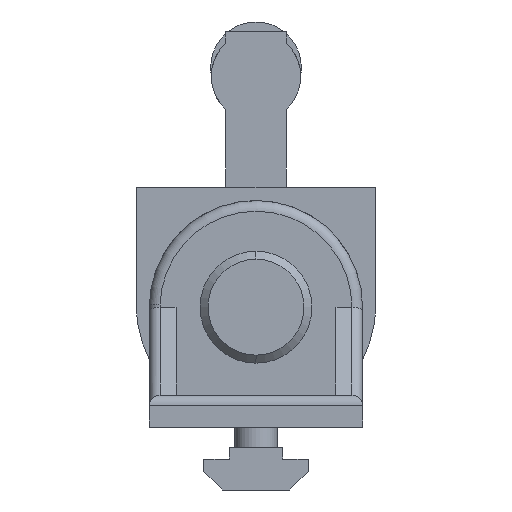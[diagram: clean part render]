
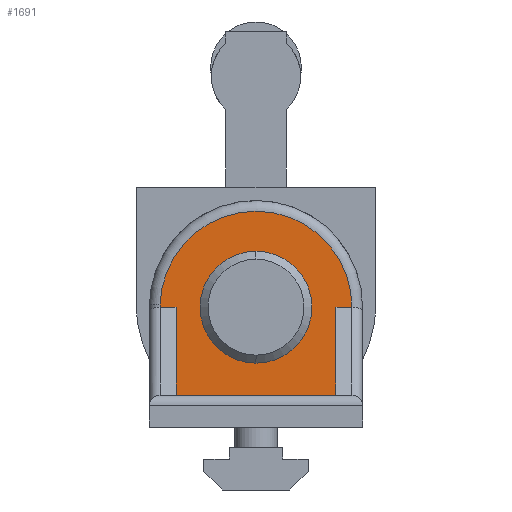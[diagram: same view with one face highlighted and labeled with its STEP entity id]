
A CAD part, left-side view. The second image highlights one B-rep face of the part: STEP entity #1691.
In plain terms, the highlighted planar face has unit normal (-1, 0, 0).
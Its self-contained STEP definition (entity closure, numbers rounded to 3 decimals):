
#4 = CARTESIAN_POINT ( 'NONE',  ( -51., -15., -16.5 ) ) ;
#140 = VERTEX_POINT ( 'NONE', #2221 ) ;
#207 = CIRCLE ( 'NONE', #4969, 10.5 ) ;
#389 = EDGE_CURVE ( 'NONE', #3254, #5673, #207, .T. ) ;
#475 = CARTESIAN_POINT ( 'NONE',  ( -51., 0., 0. ) ) ;
#567 = VERTEX_POINT ( 'NONE', #3861 ) ;
#578 = DIRECTION ( 'NONE',  ( 0., 0., 1. ) ) ;
#584 = CARTESIAN_POINT ( 'NONE',  ( -51., 15., -16.5 ) ) ;
#597 = EDGE_CURVE ( 'NONE', #567, #4088, #1759, .T. ) ;
#613 = LINE ( 'NONE', #3215, #1942 ) ;
#688 = CARTESIAN_POINT ( 'NONE',  ( -51., 15., 0. ) ) ;
#771 = ORIENTED_EDGE ( 'NONE', *, *, #389, .T. ) ;
#893 = CARTESIAN_POINT ( 'NONE',  ( -51., 15., -16.5 ) ) ;
#939 = CIRCLE ( 'NONE', #2159, 10.5 ) ;
#951 = EDGE_CURVE ( 'NONE', #3196, #2610, #4320, .T. ) ;
#986 = DIRECTION ( 'NONE',  ( -1., 0., 0. ) ) ;
#1077 = DIRECTION ( 'NONE',  ( 0., 1., 0. ) ) ;
#1117 = CARTESIAN_POINT ( 'NONE',  ( -51., -18., 0. ) ) ;
#1169 = VERTEX_POINT ( 'NONE', #3293 ) ;
#1285 = EDGE_LOOP ( 'NONE', ( #5731, #5583, #2100, #1965, #4667, #2958, #4325 ) ) ;
#1366 = DIRECTION ( 'NONE',  ( 0., 0., 1. ) ) ;
#1393 = EDGE_CURVE ( 'NONE', #1169, #3196, #613, .T. ) ;
#1412 = CARTESIAN_POINT ( 'NONE',  ( -51., 0., 10.5 ) ) ;
#1691 = ADVANCED_FACE ( 'NONE', ( #3651, #2583 ), #5276, .T. ) ;
#1701 = DIRECTION ( 'NONE',  ( 0., 0., 1. ) ) ;
#1759 = LINE ( 'NONE', #1117, #4957 ) ;
#1922 = DIRECTION ( 'NONE',  ( 1., 0., 0. ) ) ;
#1942 = VECTOR ( 'NONE', #2361, 1000. ) ;
#1965 = ORIENTED_EDGE ( 'NONE', *, *, #4707, .T. ) ;
#2023 = AXIS2_PLACEMENT_3D ( 'NONE', #3436, #4825, #1701 ) ;
#2100 = ORIENTED_EDGE ( 'NONE', *, *, #597, .F. ) ;
#2159 = AXIS2_PLACEMENT_3D ( 'NONE', #3301, #5145, #578 ) ;
#2213 = CARTESIAN_POINT ( 'NONE',  ( -51., 17.995, 0.403 ) ) ;
#2221 = CARTESIAN_POINT ( 'NONE',  ( -51., 18., 0. ) ) ;
#2258 = EDGE_CURVE ( 'NONE', #2664, #140, #3132, .T. ) ;
#2361 = DIRECTION ( 'NONE',  ( 0., 0., -1. ) ) ;
#2483 = DIRECTION ( 'NONE',  ( 0., 1., 0. ) ) ;
#2563 = CARTESIAN_POINT ( 'NONE',  ( -51., 0., 0. ) ) ;
#2583 = FACE_OUTER_BOUND ( 'NONE', #1285, .T. ) ;
#2610 = VERTEX_POINT ( 'NONE', #4 ) ;
#2664 = VERTEX_POINT ( 'NONE', #2213 ) ;
#2958 = ORIENTED_EDGE ( 'NONE', *, *, #3791, .F. ) ;
#3042 = ORIENTED_EDGE ( 'NONE', *, *, #5560, .T. ) ;
#3132 = CIRCLE ( 'NONE', #3354, 18. ) ;
#3184 = CARTESIAN_POINT ( 'NONE',  ( -51., -15., 0. ) ) ;
#3196 = VERTEX_POINT ( 'NONE', #893 ) ;
#3215 = CARTESIAN_POINT ( 'NONE',  ( -51., 15., 0. ) ) ;
#3254 = VERTEX_POINT ( 'NONE', #1412 ) ;
#3293 = CARTESIAN_POINT ( 'NONE',  ( -51., 15., 0. ) ) ;
#3301 = CARTESIAN_POINT ( 'NONE',  ( -51., 0., 0. ) ) ;
#3354 = AXIS2_PLACEMENT_3D ( 'NONE', #5047, #986, #3755 ) ;
#3436 = CARTESIAN_POINT ( 'NONE',  ( -51., -20., 0. ) ) ;
#3550 = DIRECTION ( 'NONE',  ( -1., 0., 0. ) ) ;
#3651 = FACE_BOUND ( 'NONE', #4201, .T. ) ;
#3755 = DIRECTION ( 'NONE',  ( 0., -1., 0. ) ) ;
#3770 = DIRECTION ( 'NONE',  ( 0., -1., 0. ) ) ;
#3791 = EDGE_CURVE ( 'NONE', #1169, #140, #4898, .T. ) ;
#3861 = CARTESIAN_POINT ( 'NONE',  ( -51., -18., 0. ) ) ;
#3870 = DIRECTION ( 'NONE',  ( 0., 0., -1. ) ) ;
#3911 = CARTESIAN_POINT ( 'NONE',  ( -51., -15., 0. ) ) ;
#4088 = VERTEX_POINT ( 'NONE', #3184 ) ;
#4178 = VECTOR ( 'NONE', #3770, 1000. ) ;
#4201 = EDGE_LOOP ( 'NONE', ( #771, #3042 ) ) ;
#4320 = LINE ( 'NONE', #584, #4178 ) ;
#4325 = ORIENTED_EDGE ( 'NONE', *, *, #1393, .T. ) ;
#4607 = VECTOR ( 'NONE', #1077, 1000. ) ;
#4667 = ORIENTED_EDGE ( 'NONE', *, *, #2258, .T. ) ;
#4707 = EDGE_CURVE ( 'NONE', #567, #2664, #5155, .T. ) ;
#4825 = DIRECTION ( 'NONE',  ( -1., 0., 0. ) ) ;
#4873 = VECTOR ( 'NONE', #3870, 1000. ) ;
#4898 = LINE ( 'NONE', #688, #4607 ) ;
#4957 = VECTOR ( 'NONE', #2483, 1000. ) ;
#4969 = AXIS2_PLACEMENT_3D ( 'NONE', #475, #1922, #1366 ) ;
#5047 = CARTESIAN_POINT ( 'NONE',  ( -51., 0., 0. ) ) ;
#5073 = LINE ( 'NONE', #3911, #4873 ) ;
#5145 = DIRECTION ( 'NONE',  ( 1., 0., 0. ) ) ;
#5155 = CIRCLE ( 'NONE', #5216, 18. ) ;
#5205 = EDGE_CURVE ( 'NONE', #4088, #2610, #5073, .T. ) ;
#5216 = AXIS2_PLACEMENT_3D ( 'NONE', #2563, #3550, #5429 ) ;
#5276 = PLANE ( 'NONE',  #2023 ) ;
#5429 = DIRECTION ( 'NONE',  ( 0., -1., 0. ) ) ;
#5560 = EDGE_CURVE ( 'NONE', #5673, #3254, #939, .T. ) ;
#5583 = ORIENTED_EDGE ( 'NONE', *, *, #5205, .F. ) ;
#5673 = VERTEX_POINT ( 'NONE', #5699 ) ;
#5699 = CARTESIAN_POINT ( 'NONE',  ( -51., 0., -10.5 ) ) ;
#5731 = ORIENTED_EDGE ( 'NONE', *, *, #951, .T. ) ;
